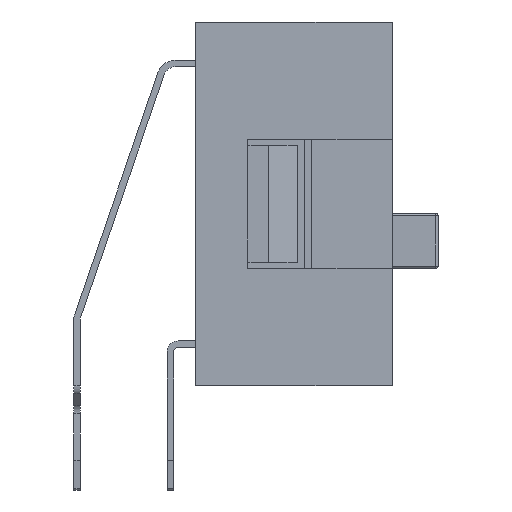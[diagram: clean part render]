
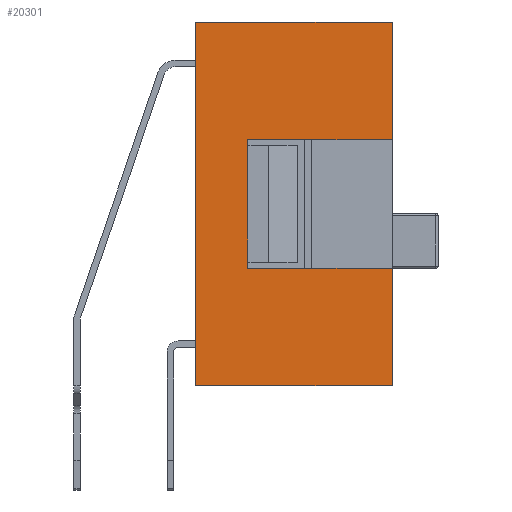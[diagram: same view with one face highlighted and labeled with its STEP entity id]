
A CAD part, front view. The second image highlights one B-rep face of the part: STEP entity #20301.
In plain terms, the highlighted planar face has unit normal (0, -1, 0).
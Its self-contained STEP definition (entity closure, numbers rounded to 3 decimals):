
#20112 = VERTEX_POINT('',#20113);
#20113 = CARTESIAN_POINT('',(3.395,-5.8,
    6.74));
#20119 = EDGE_CURVE('',#20120,#20112,#20122,.T.);
#20120 = VERTEX_POINT('',#20121);
#20121 = CARTESIAN_POINT('',(3.395,-5.8,
    3.24));
#20122 = LINE('',#20123,#20124);
#20123 = CARTESIAN_POINT('',(3.395,-5.8,
    3.24));
#20124 = VECTOR('',#20125,1.);
#20125 = DIRECTION('',(0.,0.,1.));
#20149 = EDGE_CURVE('',#20150,#20120,#20152,.T.);
#20150 = VERTEX_POINT('',#20151);
#20151 = CARTESIAN_POINT('',(7.329,-5.8,
    3.24));
#20152 = LINE('',#20153,#20154);
#20153 = CARTESIAN_POINT('',(8.489,-5.8,
    3.24));
#20154 = VECTOR('',#20155,1.);
#20155 = DIRECTION('',(-1.,0.,0.));
#20229 = VERTEX_POINT('',#20230);
#20230 = CARTESIAN_POINT('',(7.329,-5.8,
    6.74));
#20236 = EDGE_CURVE('',#20229,#20112,#20237,.T.);
#20237 = LINE('',#20238,#20239);
#20238 = CARTESIAN_POINT('',(8.489,-5.8,
    6.74));
#20239 = VECTOR('',#20240,1.);
#20240 = DIRECTION('',(-1.,0.,0.));
#20266 = VERTEX_POINT('',#20267);
#20267 = CARTESIAN_POINT('',(1.979,-5.8,9.94));
#20284 = VERTEX_POINT('',#20285);
#20285 = CARTESIAN_POINT('',(1.979,-5.8,0.04));
#20291 = EDGE_CURVE('',#20284,#20266,#20292,.T.);
#20292 = LINE('',#20293,#20294);
#20293 = CARTESIAN_POINT('',(1.979,-5.8,9.94));
#20294 = VECTOR('',#20295,1.);
#20295 = DIRECTION('',(0.,0.,1.));
#20301 = ADVANCED_FACE('',(#20302),#20336,.T.);
#20302 = FACE_BOUND('',#20303,.T.);
#20303 = EDGE_LOOP('',(#20304,#20312,#20318,#20319,#20320,#20321,#20329,
    #20335));
#20304 = ORIENTED_EDGE('',*,*,#20305,.F.);
#20305 = EDGE_CURVE('',#20306,#20284,#20308,.T.);
#20306 = VERTEX_POINT('',#20307);
#20307 = CARTESIAN_POINT('',(7.329,-5.8,
    0.04));
#20308 = LINE('',#20309,#20310);
#20309 = CARTESIAN_POINT('',(8.489,-5.8,
    0.04));
#20310 = VECTOR('',#20311,1.);
#20311 = DIRECTION('',(-1.,0.,0.));
#20312 = ORIENTED_EDGE('',*,*,#20313,.F.);
#20313 = EDGE_CURVE('',#20150,#20306,#20314,.T.);
#20314 = LINE('',#20315,#20316);
#20315 = CARTESIAN_POINT('',(7.329,-5.8,
    9.94));
#20316 = VECTOR('',#20317,1.);
#20317 = DIRECTION('',(0.,0.,-1.));
#20318 = ORIENTED_EDGE('',*,*,#20149,.T.);
#20319 = ORIENTED_EDGE('',*,*,#20119,.T.);
#20320 = ORIENTED_EDGE('',*,*,#20236,.F.);
#20321 = ORIENTED_EDGE('',*,*,#20322,.F.);
#20322 = EDGE_CURVE('',#20323,#20229,#20325,.T.);
#20323 = VERTEX_POINT('',#20324);
#20324 = CARTESIAN_POINT('',(7.329,-5.8,
    9.94));
#20325 = LINE('',#20326,#20327);
#20326 = CARTESIAN_POINT('',(7.329,-5.8,
    9.94));
#20327 = VECTOR('',#20328,1.);
#20328 = DIRECTION('',(0.,0.,-1.));
#20329 = ORIENTED_EDGE('',*,*,#20330,.F.);
#20330 = EDGE_CURVE('',#20266,#20323,#20331,.T.);
#20331 = LINE('',#20332,#20333);
#20332 = CARTESIAN_POINT('',(8.489,-5.8,
    9.94));
#20333 = VECTOR('',#20334,1.);
#20334 = DIRECTION('',(1.,0.,0.));
#20335 = ORIENTED_EDGE('',*,*,#20291,.F.);
#20336 = PLANE('',#20337);
#20337 = AXIS2_PLACEMENT_3D('',#20338,#20339,#20340);
#20338 = CARTESIAN_POINT('',(8.489,-5.8,
    9.94));
#20339 = DIRECTION('',(0.,-1.,0.));
#20340 = DIRECTION('',(0.,0.,-1.));
